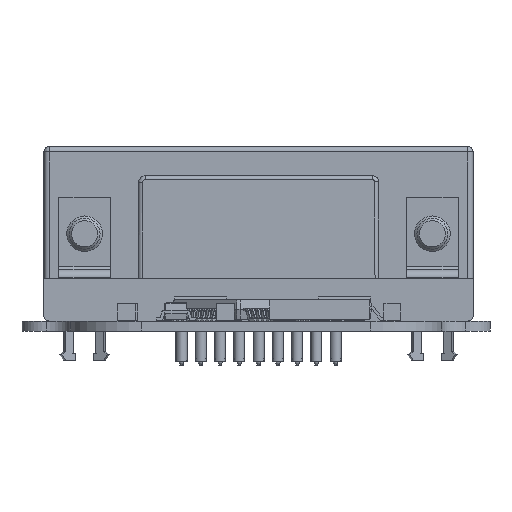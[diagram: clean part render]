
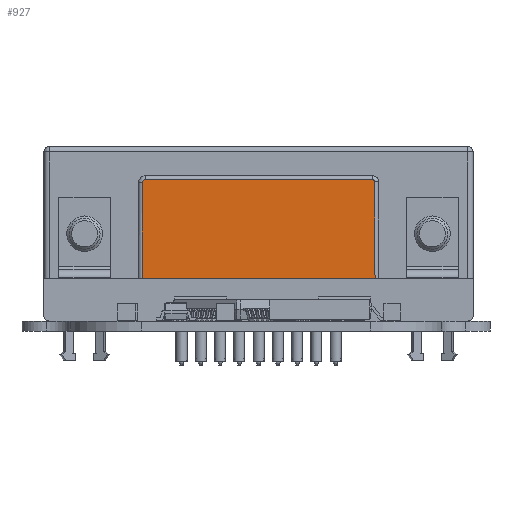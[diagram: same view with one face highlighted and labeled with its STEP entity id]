
A CAD part, front view. The second image highlights one B-rep face of the part: STEP entity #927.
In plain terms, the highlighted face is planar.
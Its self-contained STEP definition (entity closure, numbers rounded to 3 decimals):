
#519 = VERTEX_POINT('',#520);
#520 = CARTESIAN_POINT('',(-8.372,9.802,
    -3.205));
#527 = EDGE_CURVE('',#528,#519,#530,.T.);
#528 = VERTEX_POINT('',#529);
#529 = CARTESIAN_POINT('',(8.372,9.802,-3.205
    ));
#530 = LINE('',#531,#532);
#531 = CARTESIAN_POINT('',(15.081,9.802,
    -3.205));
#532 = VECTOR('',#533,1.);
#533 = DIRECTION('',(-1.,0.,0.));
#649 = VERTEX_POINT('',#650);
#650 = CARTESIAN_POINT('',(-8.347,9.802,3.732
    ));
#659 = EDGE_CURVE('',#649,#519,#660,.T.);
#660 = LINE('',#661,#662);
#661 = CARTESIAN_POINT('',(-8.347,9.802,3.706
    ));
#662 = VECTOR('',#663,1.);
#663 = DIRECTION('',(-0.004,0.,-1.));
#683 = VERTEX_POINT('',#684);
#684 = CARTESIAN_POINT('',(-8.194,9.802,3.884
    ));
#691 = EDGE_CURVE('',#683,#649,#692,.T.);
#692 = CIRCLE('',#693,0.153);
#693 = AXIS2_PLACEMENT_3D('',#694,#695,#696);
#694 = CARTESIAN_POINT('',(-8.194,9.802,3.731
    ));
#695 = DIRECTION('',(0.,-1.,0.));
#696 = DIRECTION('',(0.,0.,-1.));
#722 = VERTEX_POINT('',#723);
#723 = CARTESIAN_POINT('',(8.133,9.802,3.884)
  );
#732 = EDGE_CURVE('',#722,#683,#733,.T.);
#733 = LINE('',#734,#735);
#734 = CARTESIAN_POINT('',(8.128,9.802,3.884)
  );
#735 = VECTOR('',#736,1.);
#736 = DIRECTION('',(-1.,0.,0.));
#756 = VERTEX_POINT('',#757);
#757 = CARTESIAN_POINT('',(8.347,9.802,3.671)
  );
#764 = EDGE_CURVE('',#756,#722,#765,.T.);
#765 = CIRCLE('',#766,0.214);
#766 = AXIS2_PLACEMENT_3D('',#767,#768,#769);
#767 = CARTESIAN_POINT('',(8.133,9.802,3.67)
  );
#768 = DIRECTION('',(0.,-1.,0.));
#769 = DIRECTION('',(0.,0.,-1.));
#915 = EDGE_CURVE('',#528,#756,#916,.T.);
#916 = LINE('',#917,#918);
#917 = CARTESIAN_POINT('',(8.372,9.802,-3.258
    ));
#918 = VECTOR('',#919,1.);
#919 = DIRECTION('',(-0.004,0.,1.));
#927 = ADVANCED_FACE('',(#928),#936,.F.);
#928 = FACE_BOUND('',#929,.T.);
#929 = EDGE_LOOP('',(#930,#931,#932,#933,#934,#935));
#930 = ORIENTED_EDGE('',*,*,#527,.T.);
#931 = ORIENTED_EDGE('',*,*,#659,.F.);
#932 = ORIENTED_EDGE('',*,*,#691,.F.);
#933 = ORIENTED_EDGE('',*,*,#732,.F.);
#934 = ORIENTED_EDGE('',*,*,#764,.F.);
#935 = ORIENTED_EDGE('',*,*,#915,.F.);
#936 = PLANE('',#937);
#937 = AXIS2_PLACEMENT_3D('',#938,#939,#940);
#938 = CARTESIAN_POINT('',(8.128,9.802,3.67)
  );
#939 = DIRECTION('',(0.,-1.,0.));
#940 = DIRECTION('',(0.,0.,-1.));
